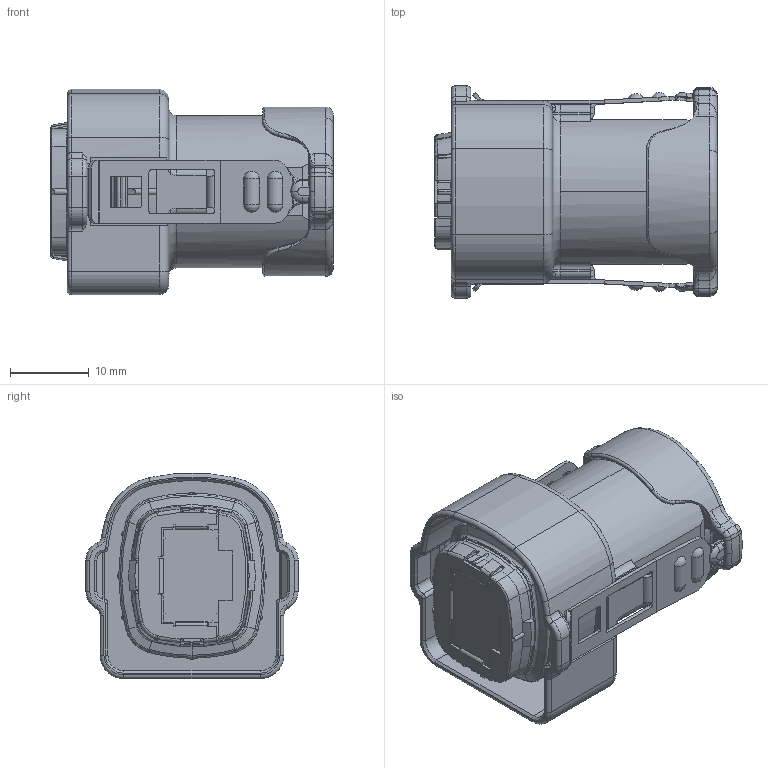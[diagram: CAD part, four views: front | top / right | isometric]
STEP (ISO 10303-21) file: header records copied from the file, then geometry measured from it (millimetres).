
FILE_DESCRIPTION (( 'STEP AP203' ), '1' );
FILE_NAME ('Customer-BB(090)A542.STEP', '2020-05-25T23:19:44', ( '' ), ( '' ), 'SwSTEP 2.0', 'SolidWorks 2018', '' );
FILE_SCHEMA (( 'CONFIG_CONTROL_DESIGN' ));
Length unit declared in the file: millimetre
Products named in the file (1): Customer-BB(090)A542
Bounding box: 35.95 x 27 x 26.13 mm (x, y, z)
Volume: 11835.6 mm3; surface area: 7113.2 mm2
Topology: 1 solids, 1 shells, 1185 faces, 2981 edges, 1786 vertices
Faces by surface type: plane 348, cylinder 338, torus 240, bspline 118, cone 105, sphere 36
Entity records: 39604 total; most frequent: CARTESIAN_POINT 11660, DIRECTION 5967, ORIENTED_EDGE 5930, EDGE_CURVE 2965, AXIS2_PLACEMENT_3D 2391, VERTEX_POINT 1786, CIRCLE 1323, EDGE_LOOP 1211
